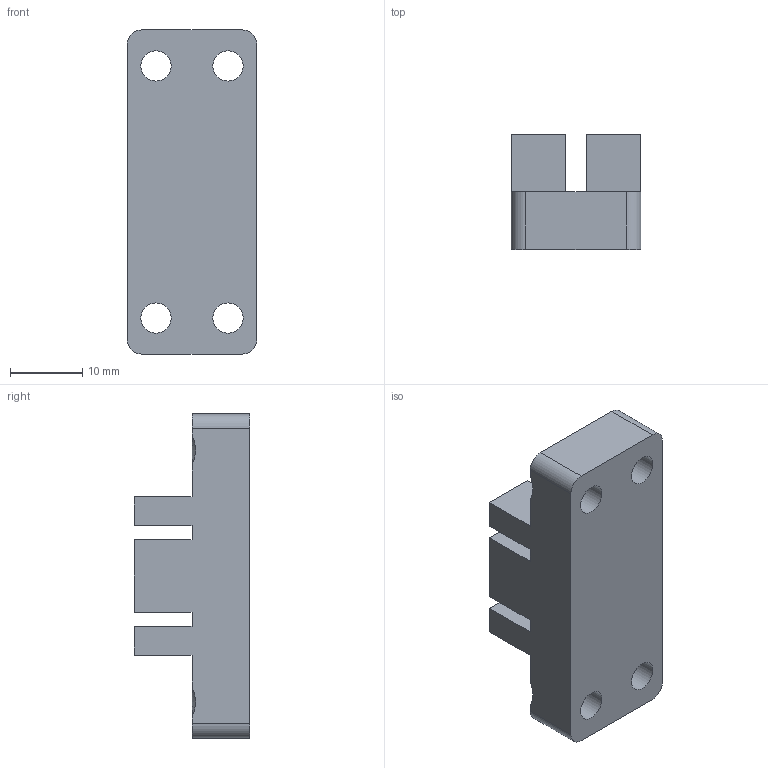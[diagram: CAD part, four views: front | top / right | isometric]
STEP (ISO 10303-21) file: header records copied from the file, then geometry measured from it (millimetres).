
FILE_DESCRIPTION(/* description */ (''),/* implementation_level */ '2;1');
FILE_NAME(/* name */ 'jonction de courroie.stp',/* time_stamp */ '2025-03-28T18:52:19+01:00',/* author */ ('enezl'),/* organization */ (''),/* preprocessor_version */ 'ST-DEVELOPER v20',/* originating_system */ 'Autodesk Inventor 2025',/* authorisation */ '');
FILE_SCHEMA (('AUTOMOTIVE_DESIGN { 1 0 10303 214 3 1 1 }'));
Length unit declared in the file: millimetre
Products named in the file (1): jonction de courroie
Bounding box: 18 x 16 x 45 mm (x, y, z)
Volume: 7932.9 mm3; surface area: 4121.6 mm2
Topology: 1 solids, 1 shells, 46 faces, 140 edges, 92 vertices
Faces by surface type: plane 30, cylinder 12, cone 4
Full cylindrical faces by diameter (mm): 4.2 x4
Entity records: 1615 total; most frequent: CARTESIAN_POINT 291, ORIENTED_EDGE 280, DIRECTION 258, EDGE_CURVE 140, LINE 104, VECTOR 104, VERTEX_POINT 92, AXIS2_PLACEMENT_3D 77
